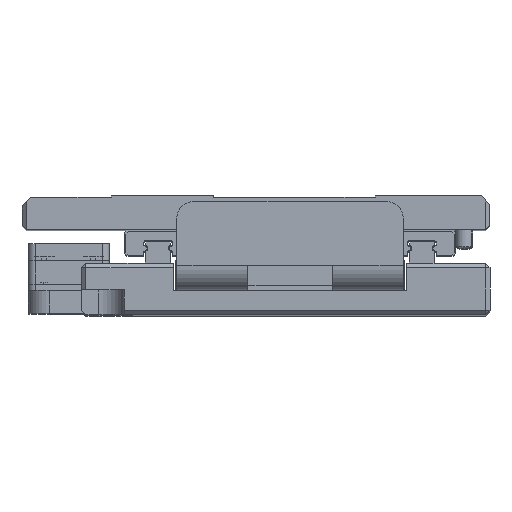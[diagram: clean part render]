
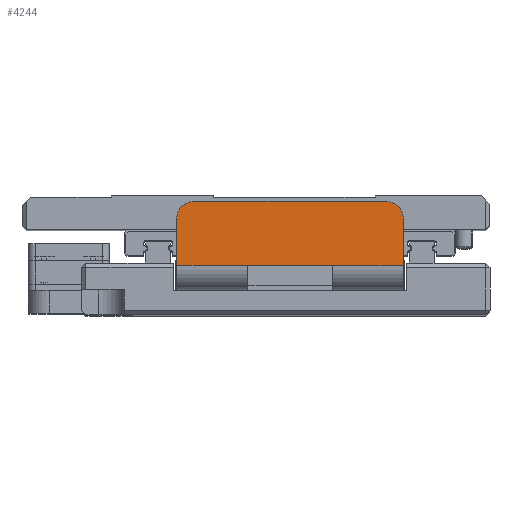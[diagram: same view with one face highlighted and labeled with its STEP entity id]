
A CAD part, top view. The second image highlights one B-rep face of the part: STEP entity #4244.
In plain terms, the highlighted face is planar.
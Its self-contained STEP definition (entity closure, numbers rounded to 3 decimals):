
#561 = EDGE_CURVE ( 'NONE', #17526, #48556, #8997, .T. ) ;
#1801 = ORIENTED_EDGE ( 'NONE', *, *, #10098, .T. ) ;
#2328 = LINE ( 'NONE', #56466, #42494 ) ;
#3487 = VERTEX_POINT ( 'NONE', #18351 ) ;
#4244 = ADVANCED_FACE ( 'NONE', ( #49321 ), #53412, .T. ) ;
#5777 = AXIS2_PLACEMENT_3D ( 'NONE', #17993, #8367, #26201 ) ;
#6045 = EDGE_CURVE ( 'NONE', #55956, #57869, #28326, .T. ) ;
#6482 = CARTESIAN_POINT ( 'NONE',  ( 59., 3.432, 12.8 ) ) ;
#8053 = VERTEX_POINT ( 'NONE', #42740 ) ;
#8363 = DIRECTION ( 'NONE',  ( 1., 0., 0. ) ) ;
#8367 = DIRECTION ( 'NONE',  ( 1., 0., 0. ) ) ;
#8997 = LINE ( 'NONE', #9565, #28610 ) ;
#9283 = DIRECTION ( 'NONE',  ( 0., -1., 0. ) ) ;
#9415 = CIRCLE ( 'NONE', #13132, 2. ) ;
#9565 = CARTESIAN_POINT ( 'NONE',  ( 59., 3.432, -13.8 ) ) ;
#10096 = CARTESIAN_POINT ( 'NONE',  ( 59., 1.432, -13.8 ) ) ;
#10098 = EDGE_CURVE ( 'NONE', #37561, #8053, #9415, .T. ) ;
#10674 = CIRCLE ( 'NONE', #56334, 2. ) ;
#13132 = AXIS2_PLACEMENT_3D ( 'NONE', #45486, #27063, #22655 ) ;
#13425 = CARTESIAN_POINT ( 'NONE',  ( 59., 3.432, 12.8 ) ) ;
#14958 = LINE ( 'NONE', #6482, #46688 ) ;
#15123 = LINE ( 'NONE', #37351, #23693 ) ;
#17526 = VERTEX_POINT ( 'NONE', #10096 ) ;
#17993 = CARTESIAN_POINT ( 'NONE',  ( 59., 3.432, 12.8 ) ) ;
#18351 = CARTESIAN_POINT ( 'NONE',  ( 59., 3.432, -11.8 ) ) ;
#19634 = CARTESIAN_POINT ( 'NONE',  ( 59., -4.068, 4.5 ) ) ;
#19664 = ORIENTED_EDGE ( 'NONE', *, *, #561, .F. ) ;
#20005 = ORIENTED_EDGE ( 'NONE', *, *, #6045, .F. ) ;
#21178 = VERTEX_POINT ( 'NONE', #50239 ) ;
#22655 = DIRECTION ( 'NONE',  ( 0., 1., 0. ) ) ;
#23693 = VECTOR ( 'NONE', #54347, 1000. ) ;
#24077 = ORIENTED_EDGE ( 'NONE', *, *, #55618, .F. ) ;
#24416 = EDGE_LOOP ( 'NONE', ( #19664, #30644, #24077, #1801, #44880, #41974, #20005, #42394 ) ) ;
#25922 = DIRECTION ( 'NONE',  ( 0., 1., 0. ) ) ;
#26201 = DIRECTION ( 'NONE',  ( 0., 1., 0. ) ) ;
#27063 = DIRECTION ( 'NONE',  ( 1., 0., 0. ) ) ;
#28125 = DIRECTION ( 'NONE',  ( 0., 0., -1. ) ) ;
#28326 = LINE ( 'NONE', #50298, #44197 ) ;
#28610 = VECTOR ( 'NONE', #9283, 1000. ) ;
#30644 = ORIENTED_EDGE ( 'NONE', *, *, #43553, .T. ) ;
#35256 = CARTESIAN_POINT ( 'NONE',  ( 59., 1.432, -11.8 ) ) ;
#35944 = DIRECTION ( 'NONE',  ( 0., -1., 0. ) ) ;
#36813 = DIRECTION ( 'NONE',  ( 0., 0., 1. ) ) ;
#36931 = CARTESIAN_POINT ( 'NONE',  ( 59., -4.068, -13.8 ) ) ;
#37206 = VECTOR ( 'NONE', #35944, 1000. ) ;
#37351 = CARTESIAN_POINT ( 'NONE',  ( 59., -4.068, 12.8 ) ) ;
#37561 = VERTEX_POINT ( 'NONE', #51586 ) ;
#38028 = EDGE_CURVE ( 'NONE', #8053, #21178, #50091, .T. ) ;
#39431 = EDGE_CURVE ( 'NONE', #55956, #48556, #2328, .T. ) ;
#41974 = ORIENTED_EDGE ( 'NONE', *, *, #42617, .T. ) ;
#42394 = ORIENTED_EDGE ( 'NONE', *, *, #39431, .T. ) ;
#42494 = VECTOR ( 'NONE', #43288, 1000. ) ;
#42617 = EDGE_CURVE ( 'NONE', #21178, #57869, #15123, .T. ) ;
#42740 = CARTESIAN_POINT ( 'NONE',  ( 59., 1.432, 12.8 ) ) ;
#43288 = DIRECTION ( 'NONE',  ( 0., 0., -1. ) ) ;
#43553 = EDGE_CURVE ( 'NONE', #17526, #3487, #10674, .T. ) ;
#44197 = VECTOR ( 'NONE', #36813, 1000. ) ;
#44880 = ORIENTED_EDGE ( 'NONE', *, *, #38028, .T. ) ;
#45486 = CARTESIAN_POINT ( 'NONE',  ( 59., 1.432, 10.8 ) ) ;
#46688 = VECTOR ( 'NONE', #28125, 1000. ) ;
#48556 = VERTEX_POINT ( 'NONE', #36931 ) ;
#49321 = FACE_OUTER_BOUND ( 'NONE', #24416, .T. ) ;
#50091 = LINE ( 'NONE', #13425, #37206 ) ;
#50239 = CARTESIAN_POINT ( 'NONE',  ( 59., -4.068, 12.8 ) ) ;
#50298 = CARTESIAN_POINT ( 'NONE',  ( 59., -4.068, 12.8 ) ) ;
#51586 = CARTESIAN_POINT ( 'NONE',  ( 59., 3.432, 10.8 ) ) ;
#53412 = PLANE ( 'NONE',  #5777 ) ;
#54347 = DIRECTION ( 'NONE',  ( 0., 0., -1. ) ) ;
#55618 = EDGE_CURVE ( 'NONE', #37561, #3487, #14958, .T. ) ;
#55956 = VERTEX_POINT ( 'NONE', #57925 ) ;
#56334 = AXIS2_PLACEMENT_3D ( 'NONE', #35256, #8363, #25922 ) ;
#56466 = CARTESIAN_POINT ( 'NONE',  ( 59., -4.068, 12.8 ) ) ;
#57869 = VERTEX_POINT ( 'NONE', #19634 ) ;
#57925 = CARTESIAN_POINT ( 'NONE',  ( 59., -4.068, -5.5 ) ) ;
